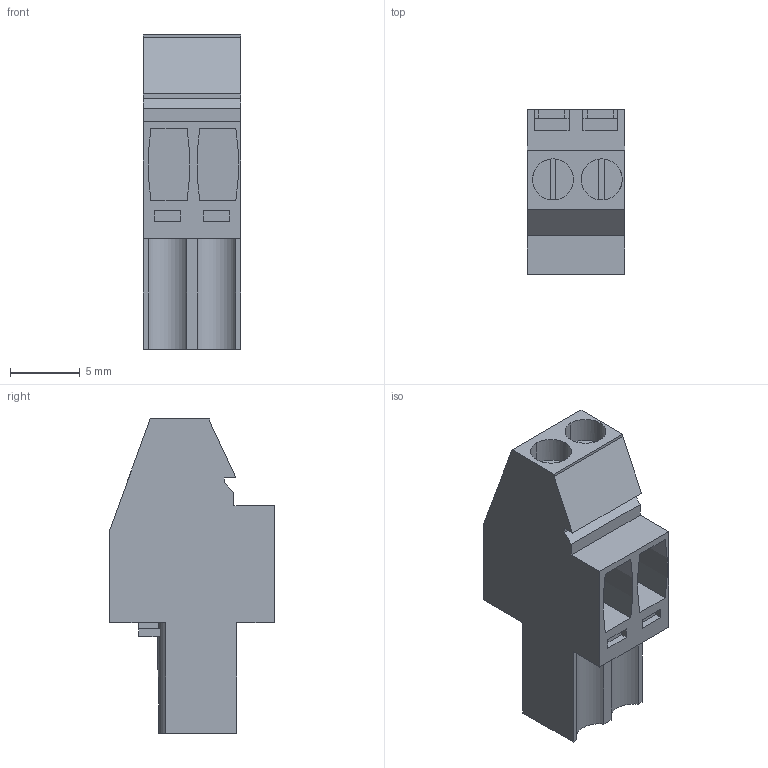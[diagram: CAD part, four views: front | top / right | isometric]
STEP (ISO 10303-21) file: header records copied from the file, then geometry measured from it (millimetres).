
FILE_DESCRIPTION(('CATIA V5 STEP Exchange','CAx-IF Rec.Pracs.--- Model Styling and Organization---1.2---2011-12-15'),'2;1');
FILE_NAME ('D1454083_0_1639470000_1639470000.stp','2017-04-20T07:32:45+00:00',('none'),('Weidmueller'),'CATIA Version 5-6 Release 2014','CATIA V5 STEP AP214','none');
FILE_SCHEMA(('AUTOMOTIVE_DESIGN { 1 0 10303 214 1 1 1 1 }'));
Length unit declared in the file: millimetre
Products named in the file (1): 1639470000
Bounding box: 7 x 11.83 x 22.6 mm (x, y, z)
Volume: 1063.6 mm3; surface area: 1149.6 mm2
Topology: 3 solids, 3 shells, 130 faces, 351 edges, 235 vertices
Faces by surface type: plane 114, cylinder 16
Entity records: 3946 total; most frequent: CARTESIAN_POINT 722, ORIENTED_EDGE 702, DIRECTION 569, EDGE_CURVE 351, VECTOR 299, LINE 299, VERTEX_POINT 235, AXIS2_PLACEMENT_3D 160
